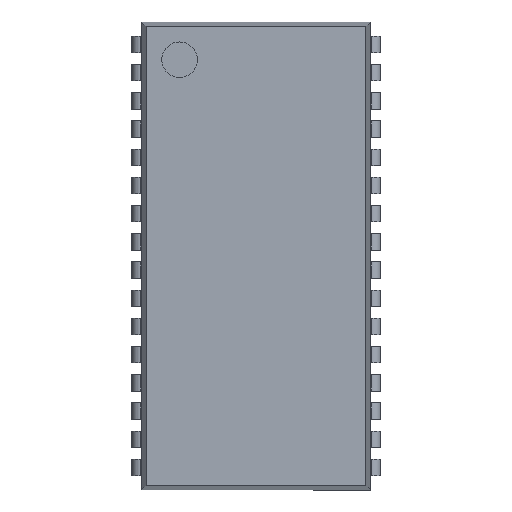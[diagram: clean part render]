
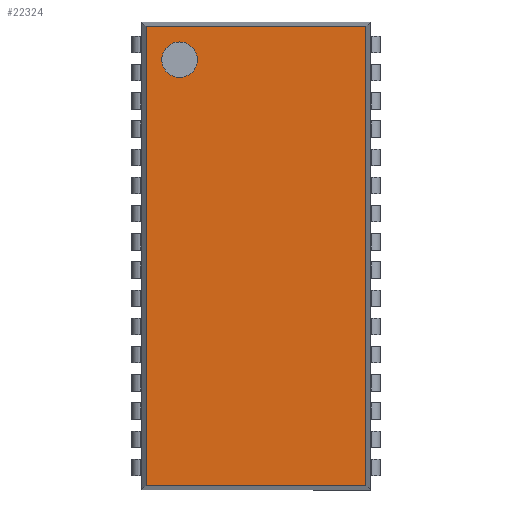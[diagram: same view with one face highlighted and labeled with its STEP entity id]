
A CAD part, top view. The second image highlights one B-rep face of the part: STEP entity #22324.
In plain terms, the highlighted planar face has unit normal (0, 0, 1).
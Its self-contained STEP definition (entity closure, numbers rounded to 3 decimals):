
#21922=CARTESIAN_POINT('',(-2.645,8.84,3.68));
#21923=VERTEX_POINT('',#21922);
#21932=CARTESIAN_POINT('',(-4.245,8.84,3.68));
#21933=VERTEX_POINT('',#21932);
#21934=CARTESIAN_POINT('',(-3.445,8.84,3.68));
#21935=DIRECTION('',(0.0,0.0,-1.0));
#21936=DIRECTION('',(1.0,0.0,0.0));
#21937=AXIS2_PLACEMENT_3D('',#21934,#21935,#21936);
#21938=CIRCLE('',#21937,0.8);
#21939=EDGE_CURVE('',#21933,#21923,#21938,.T.);
#21973=CARTESIAN_POINT('',(-3.445,8.84,3.68));
#21974=DIRECTION('',(0.0,0.0,-1.0));
#21975=DIRECTION('',(1.0,0.0,0.0));
#21976=AXIS2_PLACEMENT_3D('',#21973,#21974,#21975);
#21977=CIRCLE('',#21976,0.8);
#21978=EDGE_CURVE('',#21923,#21933,#21977,.T.);
#22197=CARTESIAN_POINT('',(4.945,-10.34,3.68));
#22198=VERTEX_POINT('',#22197);
#22205=CARTESIAN_POINT('',(-4.945,-10.34,3.68));
#22206=VERTEX_POINT('',#22205);
#22207=CARTESIAN_POINT('',(4.945,-10.34,3.68));
#22208=DIRECTION('',(-1.0,0.0,0.0));
#22209=VECTOR('',#22208,9.89);
#22210=LINE('',#22207,#22209);
#22211=EDGE_CURVE('',#22198,#22206,#22210,.T.);
#22228=CARTESIAN_POINT('',(4.945,10.34,3.68));
#22229=VERTEX_POINT('',#22228);
#22236=CARTESIAN_POINT('',(4.945,10.34,3.68));
#22237=DIRECTION('',(0.0,-1.0,0.0));
#22238=VECTOR('',#22237,20.68);
#22239=LINE('',#22236,#22238);
#22240=EDGE_CURVE('',#22229,#22198,#22239,.T.);
#22252=CARTESIAN_POINT('',(-4.945,10.34,3.68));
#22253=VERTEX_POINT('',#22252);
#22260=CARTESIAN_POINT('',(-4.945,10.34,3.68));
#22261=DIRECTION('',(1.0,0.0,0.0));
#22262=VECTOR('',#22261,9.89);
#22263=LINE('',#22260,#22262);
#22264=EDGE_CURVE('',#22253,#22229,#22263,.T.);
#22282=CARTESIAN_POINT('',(-4.945,-10.34,3.68));
#22283=DIRECTION('',(0.0,1.0,0.0));
#22284=VECTOR('',#22283,20.68);
#22285=LINE('',#22282,#22284);
#22286=EDGE_CURVE('',#22206,#22253,#22285,.T.);
#22309=CARTESIAN_POINT('',(0.0,0.0,3.68));
#22310=DIRECTION('',(0.0,0.0,1.0));
#22311=DIRECTION('',(0.0,-1.0,0.0));
#22312=AXIS2_PLACEMENT_3D('',#22309,#22310,#22311);
#22313=PLANE('',#22312);
#22314=ORIENTED_EDGE('',*,*,#22211,.F.);
#22315=ORIENTED_EDGE('',*,*,#22240,.F.);
#22316=ORIENTED_EDGE('',*,*,#22264,.F.);
#22317=ORIENTED_EDGE('',*,*,#22286,.F.);
#22318=EDGE_LOOP('',(#22314,#22315,#22316,#22317));
#22319=FACE_OUTER_BOUND('',#22318,.T.);
#22320=ORIENTED_EDGE('',*,*,#21978,.T.);
#22321=ORIENTED_EDGE('',*,*,#21939,.T.);
#22322=EDGE_LOOP('',(#22320,#22321));
#22323=FACE_BOUND('',#22322,.T.);
#22324=ADVANCED_FACE('',(#22319,#22323),#22313,.T.);
